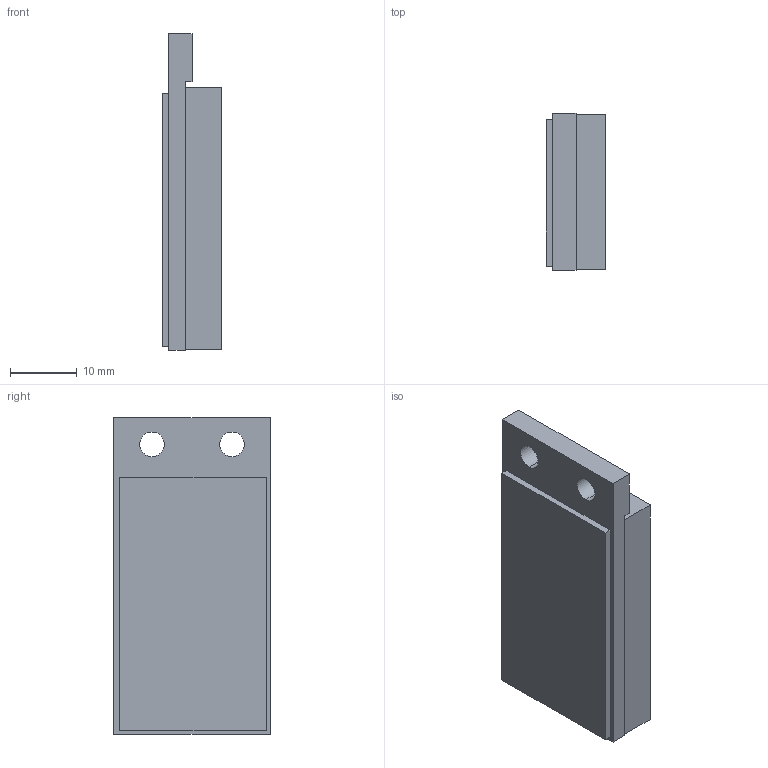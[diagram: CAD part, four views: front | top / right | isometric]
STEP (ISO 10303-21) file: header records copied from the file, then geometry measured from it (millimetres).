
FILE_DESCRIPTION((''),'2;1');
FILE_NAME('E390-50_CB_K','2017-06-20T',('cmozuch'),(''),'PRO/ENGINEER BY PARAMETRIC TECHNOLOGY CORPORATION, 2015440','PRO/ENGINEER BY PARAMETRIC TECHNOLOGY CORPORATION, 2015440','');
FILE_SCHEMA(('CONFIG_CONTROL_DESIGN'));
Length unit declared in the file: millimetre
Products named in the file (1): E390-50_CB_K
Bounding box: 9 x 23.5 x 47.5 mm (x, y, z)
Volume: 8715.7 mm3; surface area: 3505.4 mm2
Topology: 1 solids, 1 shells, 27 faces, 66 edges, 44 vertices
Faces by surface type: plane 23, cylinder 4
Entity records: 1200 total; most frequent: CARTESIAN_POINT 137, ORIENTED_EDGE 132, DIRECTION 128, EDGE_CURVE 66, VECTOR 58, LINE 58, FILL_AREA_STYLE_COLOUR 54, FILL_AREA_STYLE 54
